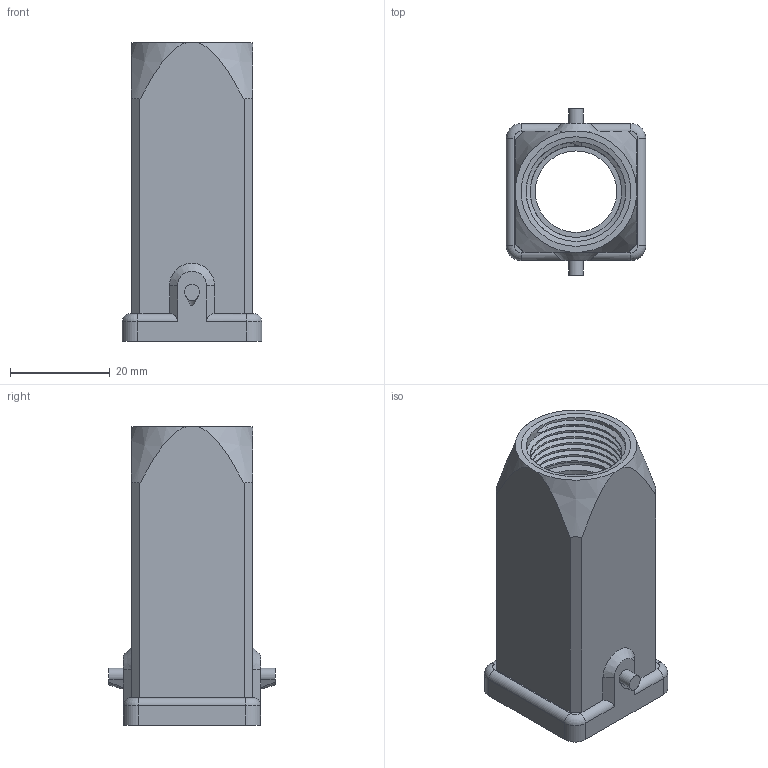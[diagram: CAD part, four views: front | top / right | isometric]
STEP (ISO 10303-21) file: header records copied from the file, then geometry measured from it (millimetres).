
FILE_DESCRIPTION (( 'STEP AP203' ), '1' );
FILE_NAME ('FH03AH01-TM200GY0 H3A-TE-2B-M20.step', '2026-02-09T01:48:13', ( '' ), ( '' ), 'SwSTEP 2.0', 'SolidWorks 2021', '' );
FILE_SCHEMA (( 'CONFIG_CONTROL_DESIGN' ));
Length unit declared in the file: millimetre
Products named in the file (1): FH03AH01-TM200GY0 H3A-TE-2B-M20
Bounding box: 28 x 33.4 x 60 mm (x, y, z)
Volume: 10759.9 mm3; surface area: 12698.1 mm2
Topology: 1 solids, 1 shells, 102 faces, 269 edges, 174 vertices
Faces by surface type: plane 48, cylinder 30, cone 13, bspline 7, torus 4
Full cylindrical faces by diameter (mm): 3.2 x1, 6.5 x1, 16.35 x1, 20 x7
Entity records: 4272 total; most frequent: CARTESIAN_POINT 1960, ORIENTED_EDGE 482, DIRECTION 430, EDGE_CURVE 241, VERTEX_POINT 159, AXIS2_PLACEMENT_3D 151, LINE 128, VECTOR 128
